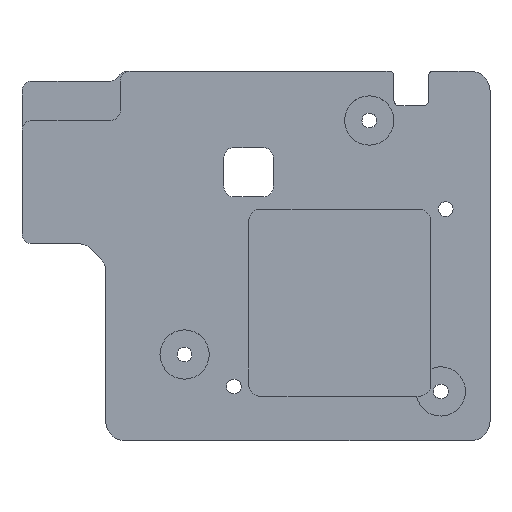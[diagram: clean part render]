
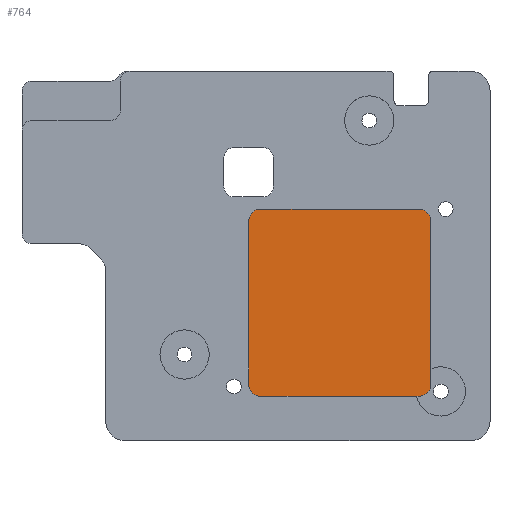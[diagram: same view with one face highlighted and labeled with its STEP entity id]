
A CAD part, top view. The second image highlights one B-rep face of the part: STEP entity #764.
In plain terms, the highlighted planar face has unit normal (0, 0, 1).
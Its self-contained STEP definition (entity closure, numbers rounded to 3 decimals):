
#38 = CARTESIAN_POINT ( 'NONE',  ( -12.01, 44.5, 2.25 ) ) ;
#42 = CIRCLE ( 'NONE', #1339, 2.5 ) ;
#45 = VECTOR ( 'NONE', #2077, 1000. ) ;
#86 = VERTEX_POINT ( 'NONE', #159 ) ;
#110 = ORIENTED_EDGE ( 'NONE', *, *, #124, .T. ) ;
#124 = EDGE_CURVE ( 'NONE', #2309, #390, #2626, .T. ) ;
#145 = CARTESIAN_POINT ( 'NONE',  ( -49.01, 47., 2.25 ) ) ;
#154 = CARTESIAN_POINT ( 'NONE',  ( -49.01, 11.5, 2.25 ) ) ;
#159 = CARTESIAN_POINT ( 'NONE',  ( -12.01, 11.5, 2.25 ) ) ;
#216 = EDGE_CURVE ( 'NONE', #86, #2432, #2194, .T. ) ;
#232 = DIRECTION ( 'NONE',  ( 0., 0., 1. ) ) ;
#279 = AXIS2_PLACEMENT_3D ( 'NONE', #2176, #232, #2015 ) ;
#289 = DIRECTION ( 'NONE',  ( 1., 0., 0. ) ) ;
#336 = DIRECTION ( 'NONE',  ( 1., 0., 0. ) ) ;
#347 = DIRECTION ( 'NONE',  ( 0., 0., 1. ) ) ;
#376 = LINE ( 'NONE', #145, #45 ) ;
#390 = VERTEX_POINT ( 'NONE', #1594 ) ;
#406 = DIRECTION ( 'NONE',  ( 0., 1., 0. ) ) ;
#441 = CARTESIAN_POINT ( 'NONE',  ( 0., 0., 2.25 ) ) ;
#533 = CARTESIAN_POINT ( 'NONE',  ( -46.51, 9., 2.25 ) ) ;
#579 = DIRECTION ( 'NONE',  ( 1., 0., 0. ) ) ;
#660 = FACE_OUTER_BOUND ( 'NONE', #935, .T. ) ;
#698 = ORIENTED_EDGE ( 'NONE', *, *, #1320, .T. ) ;
#764 = ADVANCED_FACE ( 'NONE', ( #660 ), #1544, .T. ) ;
#802 = CARTESIAN_POINT ( 'NONE',  ( -14.51, 11.5, 2.25 ) ) ;
#819 = EDGE_CURVE ( 'NONE', #1801, #2186, #42, .T. ) ;
#874 = EDGE_CURVE ( 'NONE', #2432, #2735, #2393, .T. ) ;
#885 = EDGE_CURVE ( 'NONE', #2186, #2695, #1618, .T. ) ;
#911 = ORIENTED_EDGE ( 'NONE', *, *, #216, .T. ) ;
#935 = EDGE_LOOP ( 'NONE', ( #2461, #2661, #911, #1301, #698, #110, #1555, #1226 ) ) ;
#982 = DIRECTION ( 'NONE',  ( 1., 0., 0. ) ) ;
#1062 = AXIS2_PLACEMENT_3D ( 'NONE', #2482, #2507, #289 ) ;
#1077 = DIRECTION ( 'NONE',  ( 0., 0., 1. ) ) ;
#1087 = CARTESIAN_POINT ( 'NONE',  ( -46.51, 47., 2.25 ) ) ;
#1226 = ORIENTED_EDGE ( 'NONE', *, *, #819, .T. ) ;
#1229 = LINE ( 'NONE', #2536, #1353 ) ;
#1301 = ORIENTED_EDGE ( 'NONE', *, *, #874, .T. ) ;
#1308 = EDGE_CURVE ( 'NONE', #2695, #86, #1891, .T. ) ;
#1320 = EDGE_CURVE ( 'NONE', #2735, #2309, #376, .T. ) ;
#1339 = AXIS2_PLACEMENT_3D ( 'NONE', #1870, #2495, #1886 ) ;
#1353 = VECTOR ( 'NONE', #2722, 1000. ) ;
#1544 = PLANE ( 'NONE',  #2264 ) ;
#1555 = ORIENTED_EDGE ( 'NONE', *, *, #2155, .T. ) ;
#1594 = CARTESIAN_POINT ( 'NONE',  ( -49.01, 44.5, 2.25 ) ) ;
#1618 = LINE ( 'NONE', #2330, #2671 ) ;
#1791 = CARTESIAN_POINT ( 'NONE',  ( -14.51, 9., 2.25 ) ) ;
#1801 = VERTEX_POINT ( 'NONE', #154 ) ;
#1870 = CARTESIAN_POINT ( 'NONE',  ( -46.51, 11.5, 2.25 ) ) ;
#1886 = DIRECTION ( 'NONE',  ( 1., 0., 0. ) ) ;
#1891 = CIRCLE ( 'NONE', #2396, 2.5 ) ;
#1922 = CARTESIAN_POINT ( 'NONE',  ( -12.01, 47., 2.25 ) ) ;
#2015 = DIRECTION ( 'NONE',  ( 1., 0., 0. ) ) ;
#2077 = DIRECTION ( 'NONE',  ( -1., 0., 0. ) ) ;
#2155 = EDGE_CURVE ( 'NONE', #390, #1801, #1229, .T. ) ;
#2171 = VECTOR ( 'NONE', #406, 1000. ) ;
#2176 = CARTESIAN_POINT ( 'NONE',  ( -46.51, 44.5, 2.25 ) ) ;
#2186 = VERTEX_POINT ( 'NONE', #533 ) ;
#2194 = LINE ( 'NONE', #1922, #2171 ) ;
#2264 = AXIS2_PLACEMENT_3D ( 'NONE', #441, #1077, #579 ) ;
#2309 = VERTEX_POINT ( 'NONE', #1087 ) ;
#2330 = CARTESIAN_POINT ( 'NONE',  ( -49.01, 9., 2.25 ) ) ;
#2393 = CIRCLE ( 'NONE', #1062, 2.5 ) ;
#2396 = AXIS2_PLACEMENT_3D ( 'NONE', #802, #347, #336 ) ;
#2432 = VERTEX_POINT ( 'NONE', #38 ) ;
#2461 = ORIENTED_EDGE ( 'NONE', *, *, #885, .T. ) ;
#2482 = CARTESIAN_POINT ( 'NONE',  ( -14.51, 44.5, 2.25 ) ) ;
#2495 = DIRECTION ( 'NONE',  ( 0., 0., 1. ) ) ;
#2507 = DIRECTION ( 'NONE',  ( 0., 0., 1. ) ) ;
#2536 = CARTESIAN_POINT ( 'NONE',  ( -49.01, 47., 2.25 ) ) ;
#2626 = CIRCLE ( 'NONE', #279, 2.5 ) ;
#2661 = ORIENTED_EDGE ( 'NONE', *, *, #1308, .T. ) ;
#2671 = VECTOR ( 'NONE', #982, 1000. ) ;
#2695 = VERTEX_POINT ( 'NONE', #1791 ) ;
#2722 = DIRECTION ( 'NONE',  ( 0., -1., 0. ) ) ;
#2735 = VERTEX_POINT ( 'NONE', #2858 ) ;
#2858 = CARTESIAN_POINT ( 'NONE',  ( -14.51, 47., 2.25 ) ) ;
